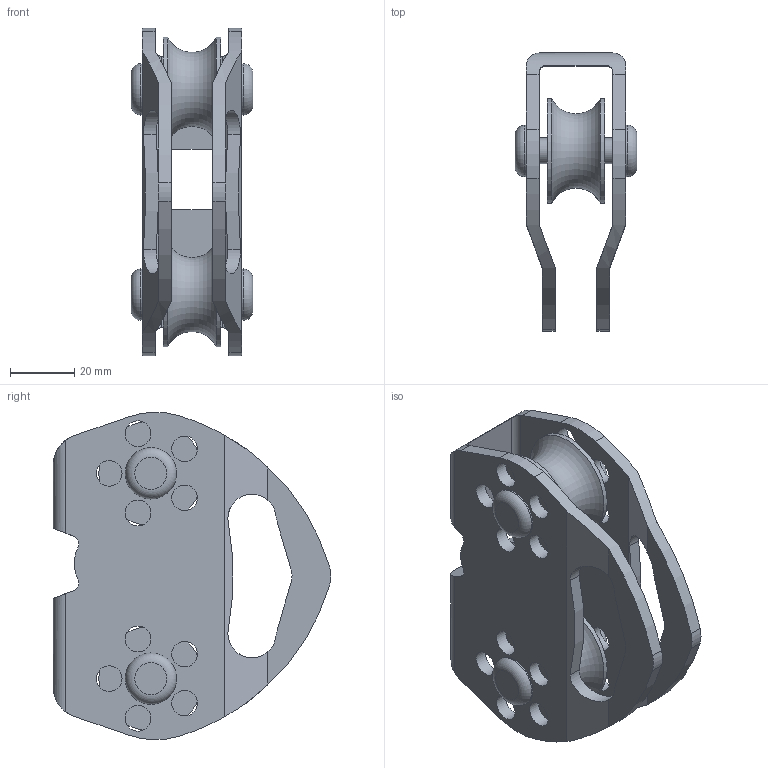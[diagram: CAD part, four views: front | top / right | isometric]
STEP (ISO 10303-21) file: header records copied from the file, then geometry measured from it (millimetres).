
FILE_DESCRIPTION(/* description */ ('PLEASE STATE GENERIC DESCRIPTION'),/* implementation_level */ '2;1');
FILE_NAME(/* name */ '89-HT8-ST.stp',/* time_stamp */ '2016-02-09T17:40:21+00:00',/* author */ ('jslaven'),/* organization */ (''),/* preprocessor_version */ 'ST-DEVELOPER v15.2',/* originating_system */ 'Autodesk Inventor 2014',/* authorisation */ '');
FILE_SCHEMA (('CONFIG_CONTROL_DESIGN'));
Length unit declared in the file: millimetre
Products named in the file (1): Part33
Bounding box: 38 x 86.63 x 102.11 mm (x, y, z)
Volume: 73199.5 mm3; surface area: 37513.9 mm2
Topology: 1 solids, 1 shells, 110 faces, 314 edges, 208 vertices
Faces by surface type: cylinder 70, plane 34, torus 6
Full cylindrical faces by diameter (mm): 8 x24, 16 x4, 32.5 x4
Entity records: 3744 total; most frequent: CARTESIAN_POINT 651, DIRECTION 650, ORIENTED_EDGE 544, AXIS2_PLACEMENT_3D 275, EDGE_CURVE 272, VERTEX_POINT 204, EDGE_LOOP 200, CIRCLE 136
